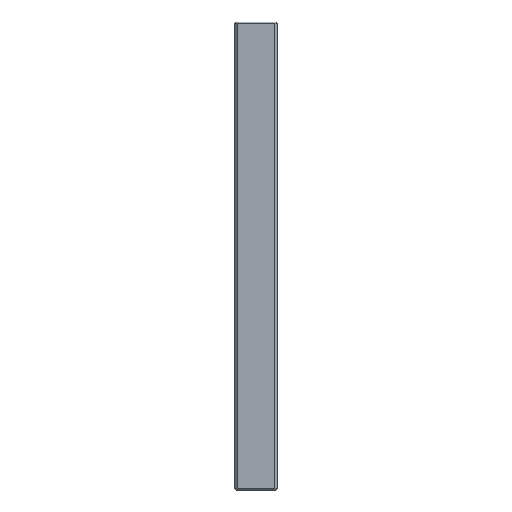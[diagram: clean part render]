
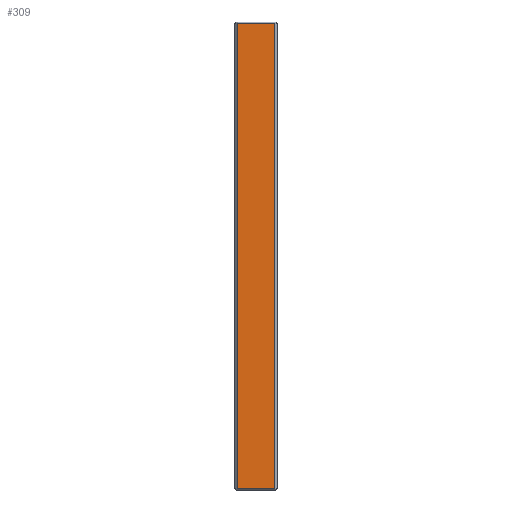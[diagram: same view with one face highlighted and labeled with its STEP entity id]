
A CAD part, front view. The second image highlights one B-rep face of the part: STEP entity #309.
In plain terms, the highlighted planar face has unit normal (0, -1, 0).
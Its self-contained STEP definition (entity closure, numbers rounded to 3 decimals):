
#8 = EDGE_CURVE ( 'NONE', #337, #469, #161, .T. ) ;
#42 = CARTESIAN_POINT ( 'NONE',  ( 11.621, -0.707, 146.6 ) ) ;
#48 = LINE ( 'NONE', #42, #369 ) ;
#56 = ORIENTED_EDGE ( 'NONE', *, *, #8, .T. ) ;
#146 = VERTEX_POINT ( 'NONE', #582 ) ;
#161 = LINE ( 'NONE', #386, #548 ) ;
#219 = VECTOR ( 'NONE', #338, 1000. ) ;
#275 = CARTESIAN_POINT ( 'NONE',  ( 3.757, -0.707, 17.4 ) ) ;
#297 = VERTEX_POINT ( 'NONE', #547 ) ;
#307 = ORIENTED_EDGE ( 'NONE', *, *, #697, .F. ) ;
#309 = ADVANCED_FACE ( 'NONE', ( #669 ), #677, .F. ) ;
#325 = EDGE_LOOP ( 'NONE', ( #307, #56, #437, #368 ) ) ;
#328 = EDGE_CURVE ( 'NONE', #146, #297, #48, .T. ) ;
#337 = VERTEX_POINT ( 'NONE', #275 ) ;
#338 = DIRECTION ( 'NONE',  ( 0., 0., 1. ) ) ;
#339 = CARTESIAN_POINT ( 'NONE',  ( 14.243, -0.707, 17.4 ) ) ;
#358 = LINE ( 'NONE', #702, #446 ) ;
#366 = DIRECTION ( 'NONE',  ( 0., 0., 1. ) ) ;
#368 = ORIENTED_EDGE ( 'NONE', *, *, #328, .F. ) ;
#369 = VECTOR ( 'NONE', #387, 1000. ) ;
#384 = DIRECTION ( 'NONE',  ( 0., 1., 0. ) ) ;
#386 = CARTESIAN_POINT ( 'NONE',  ( 14.243, -0.707, 17.4 ) ) ;
#387 = DIRECTION ( 'NONE',  ( 1., 0., 0. ) ) ;
#433 = AXIS2_PLACEMENT_3D ( 'NONE', #615, #384, #497 ) ;
#437 = ORIENTED_EDGE ( 'NONE', *, *, #619, .T. ) ;
#446 = VECTOR ( 'NONE', #366, 1000. ) ;
#469 = VERTEX_POINT ( 'NONE', #339 ) ;
#497 = DIRECTION ( 'NONE',  ( 1., 0., 0. ) ) ;
#547 = CARTESIAN_POINT ( 'NONE',  ( 14.243, -0.707, 146.6 ) ) ;
#548 = VECTOR ( 'NONE', #673, 1000. ) ;
#582 = CARTESIAN_POINT ( 'NONE',  ( 3.757, -0.707, 146.6 ) ) ;
#615 = CARTESIAN_POINT ( 'NONE',  ( 14.243, -0.707, -3. ) ) ;
#619 = EDGE_CURVE ( 'NONE', #469, #297, #358, .T. ) ;
#669 = FACE_OUTER_BOUND ( 'NONE', #325, .T. ) ;
#673 = DIRECTION ( 'NONE',  ( 1., 0., 0. ) ) ;
#677 = PLANE ( 'NONE',  #433 ) ;
#683 = CARTESIAN_POINT ( 'NONE',  ( 3.757, -0.707, 13.5 ) ) ;
#697 = EDGE_CURVE ( 'NONE', #337, #146, #724, .T. ) ;
#702 = CARTESIAN_POINT ( 'NONE',  ( 14.243, -0.707, 13.5 ) ) ;
#724 = LINE ( 'NONE', #683, #219 ) ;
